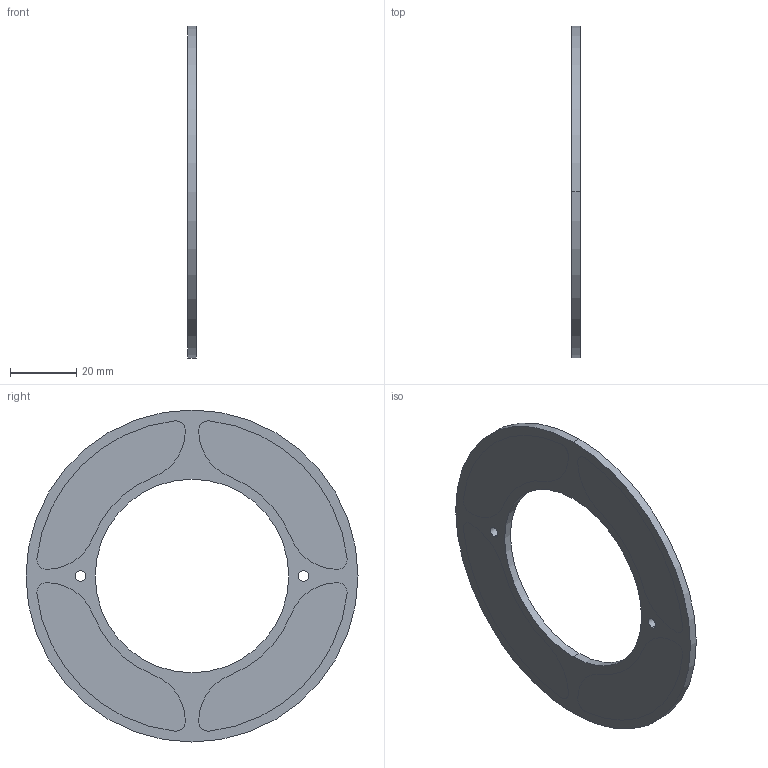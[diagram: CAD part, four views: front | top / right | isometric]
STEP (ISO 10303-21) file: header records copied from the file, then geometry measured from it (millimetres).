
FILE_DESCRIPTION (( 'STEP AP214' ), '1' );
FILE_NAME ('Spool Guard.STEP', '2025-03-05T09:53:38', ( '' ), ( '' ), 'SwSTEP 2.0', 'SolidWorks 2022', '' );
FILE_SCHEMA (( 'AUTOMOTIVE_DESIGN' ));
Length unit declared in the file: millimetre
Products named in the file (1): Spool Guard
Bounding box: 2.5 x 100 x 100 mm (x, y, z)
Volume: 12916.5 mm3; surface area: 14342.4 mm2
Topology: 5 solids, 5 shells, 74 faces, 192 edges, 128 vertices
Faces by surface type: cylinder 64, plane 10
Entity records: 2442 total; most frequent: DIRECTION 470, CARTESIAN_POINT 395, ORIENTED_EDGE 384, AXIS2_PLACEMENT_3D 203, EDGE_CURVE 192, VERTEX_POINT 128, CIRCLE 128, EDGE_LOOP 88
